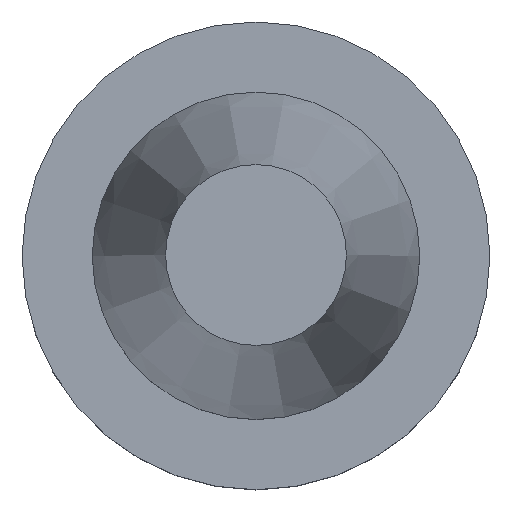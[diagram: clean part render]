
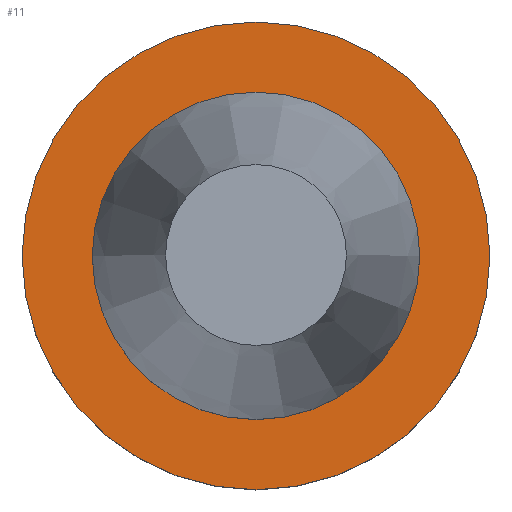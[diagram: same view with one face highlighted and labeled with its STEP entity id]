
A CAD part, top view. The second image highlights one B-rep face of the part: STEP entity #11.
In plain terms, the highlighted planar face has unit normal (0, 0, 1).
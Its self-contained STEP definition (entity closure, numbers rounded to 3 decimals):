
#8 = CARTESIAN_POINT ( 'NONE',  ( 22.225, 0., -3.175 ) ) ;
#11 = ADVANCED_FACE ( 'NONE', ( #67, #194 ), #246, .F. ) ;
#12 = EDGE_LOOP ( 'NONE', ( #397 ) ) ;
#27 = CARTESIAN_POINT ( 'NONE',  ( 31.75, 0., -3.175 ) ) ;
#40 = EDGE_CURVE ( 'NONE', #212, #212, #203, .T. ) ;
#58 = AXIS2_PLACEMENT_3D ( 'NONE', #289, #388, #107 ) ;
#67 = FACE_BOUND ( 'NONE', #12, .T. ) ;
#105 = DIRECTION ( 'NONE',  ( -1., 0., 0. ) ) ;
#107 = DIRECTION ( 'NONE',  ( 1., 0., 0. ) ) ;
#141 = AXIS2_PLACEMENT_3D ( 'NONE', #155, #243, #280 ) ;
#152 = ORIENTED_EDGE ( 'NONE', *, *, #40, .T. ) ;
#155 = CARTESIAN_POINT ( 'NONE',  ( 0., 0., -3.175 ) ) ;
#180 = EDGE_LOOP ( 'NONE', ( #152 ) ) ;
#192 = CIRCLE ( 'NONE', #141, 22.225 ) ;
#194 = FACE_OUTER_BOUND ( 'NONE', #180, .T. ) ;
#203 = CIRCLE ( 'NONE', #58, 31.75 ) ;
#212 = VERTEX_POINT ( 'NONE', #27 ) ;
#223 = VERTEX_POINT ( 'NONE', #8 ) ;
#243 = DIRECTION ( 'NONE',  ( 0., 0., 1. ) ) ;
#246 = PLANE ( 'NONE',  #268 ) ;
#268 = AXIS2_PLACEMENT_3D ( 'NONE', #382, #385, #105 ) ;
#280 = DIRECTION ( 'NONE',  ( 1., 0., 0. ) ) ;
#289 = CARTESIAN_POINT ( 'NONE',  ( 0., 0., -3.175 ) ) ;
#302 = EDGE_CURVE ( 'NONE', #223, #223, #192, .T. ) ;
#382 = CARTESIAN_POINT ( 'NONE',  ( 0., 31.75, -3.175 ) ) ;
#385 = DIRECTION ( 'NONE',  ( 0., 0., -1. ) ) ;
#388 = DIRECTION ( 'NONE',  ( 0., 0., 1. ) ) ;
#397 = ORIENTED_EDGE ( 'NONE', *, *, #302, .F. ) ;
